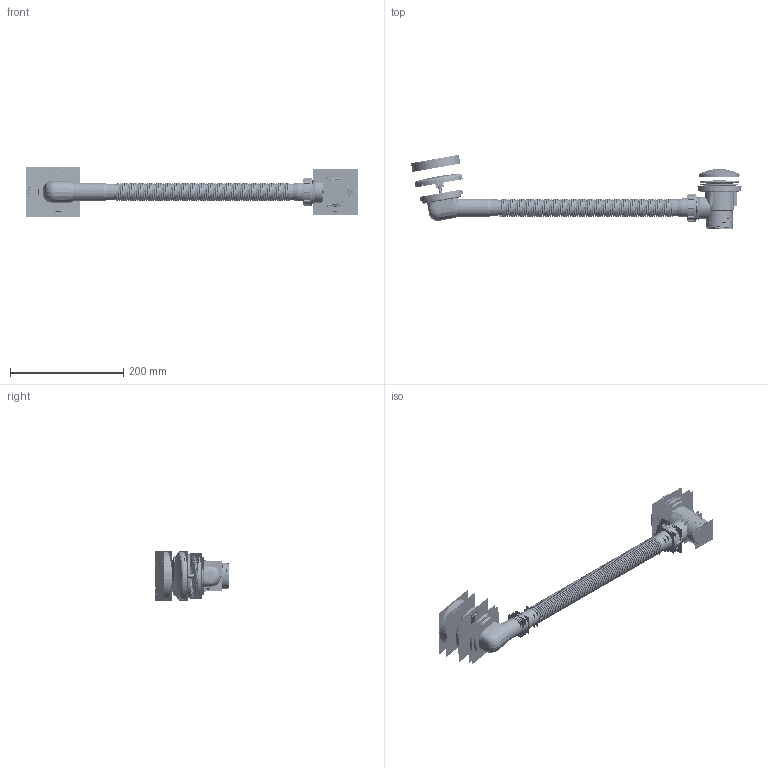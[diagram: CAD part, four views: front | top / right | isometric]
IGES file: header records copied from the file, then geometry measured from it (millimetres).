
Start section:  PTC IGES file: cw8--sl6604-13_asm.igs
Global section: file name: cw8--sl6604-13_asm.igs; native system: Creo Elements/Pro by Parametric Technology Corporation; preprocessor: 2011080; author: Administrator; organization: Unknown; date: 20150320.082443; units: millimetre
Bounding box: 587.31 x 131.44 x 89.5 mm (x, y, z)
Surface area: 3496764.9 mm2 (no closed solid volume)
Topology: 0 solids, 0 shells, 2354 faces, 32926 edges, 43270 vertices
Faces by surface type: revolution 1472, bspline 850, extrusion 32
